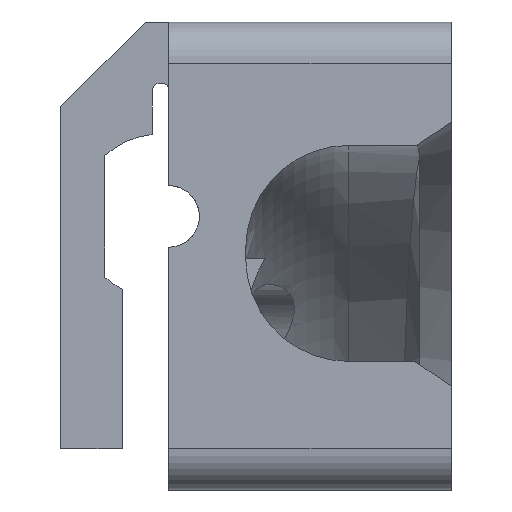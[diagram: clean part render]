
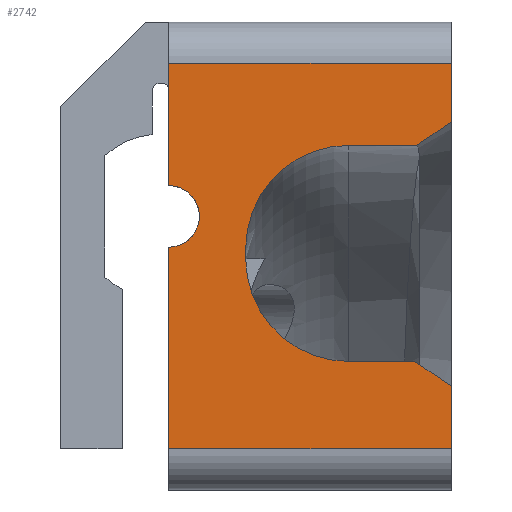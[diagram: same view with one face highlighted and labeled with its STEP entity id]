
A CAD part, left-side view. The second image highlights one B-rep face of the part: STEP entity #2742.
In plain terms, the highlighted planar face has unit normal (-1, 0, 0).
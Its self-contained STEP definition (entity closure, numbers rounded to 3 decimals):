
#268=CARTESIAN_POINT('',(-388.,592.5,1274.5));
#269=VERTEX_POINT('',#268);
#277=CARTESIAN_POINT('',(-388.,592.5,1294.101));
#278=VERTEX_POINT('',#277);
#279=CARTESIAN_POINT('',(-388.,592.5,1294.101));
#280=DIRECTION('',(-0.,-0.,-1.));
#281=VECTOR('',#280,19.601);
#282=LINE('',#279,#281);
#283=EDGE_CURVE('',#278,#269,#282,.T.);
#430=CARTESIAN_POINT('',(-388.,592.5,1312.));
#431=VERTEX_POINT('',#430);
#432=CARTESIAN_POINT('',(-388.,592.5,1300.101));
#433=VERTEX_POINT('',#432);
#434=CARTESIAN_POINT('',(-388.,592.5,1312.));
#435=DIRECTION('',(-0.,-0.,-1.));
#436=VECTOR('',#435,11.899);
#437=LINE('',#434,#436);
#438=EDGE_CURVE('',#431,#433,#437,.T.);
#705=CARTESIAN_POINT('',(-388.,565.,1280.585));
#706=VERTEX_POINT('',#705);
#713=CARTESIAN_POINT('',(-388.,565.,1274.5));
#714=VERTEX_POINT('',#713);
#715=CARTESIAN_POINT('',(-388.,565.,1274.5));
#716=DIRECTION('',(0.,0.,1.));
#717=VECTOR('',#716,6.085);
#718=LINE('',#715,#717);
#719=EDGE_CURVE('',#714,#706,#718,.T.);
#1122=CARTESIAN_POINT('',(-388.,568.567,1283.));
#1123=VERTEX_POINT('',#1122);
#1130=CARTESIAN_POINT('',(-388.,565.,1280.585));
#1131=DIRECTION('',(0.,0.828,0.561));
#1132=VECTOR('',#1131,4.308);
#1133=LINE('',#1130,#1132);
#1134=EDGE_CURVE('',#706,#1123,#1133,.T.);
#1155=CARTESIAN_POINT('',(-388.,585.,1293.));
#1156=VERTEX_POINT('',#1155);
#1163=CARTESIAN_POINT('',(-388.,575.,1283.));
#1164=VERTEX_POINT('',#1163);
#1165=CARTESIAN_POINT('',(-388.,575.,1293.));
#1166=DIRECTION('',(1.,0.,0.));
#1167=DIRECTION('',(0.,0.,-1.));
#1168=AXIS2_PLACEMENT_3D('',#1165,#1166,#1167);
#1169=CIRCLE('',#1168,10.);
#1170=EDGE_CURVE('',#1164,#1156,#1169,.T.);
#1193=CARTESIAN_POINT('',(-388.,568.567,1283.));
#1194=DIRECTION('',(-0.,1.,-0.));
#1195=VECTOR('',#1194,6.433);
#1196=LINE('',#1193,#1195);
#1197=EDGE_CURVE('',#1123,#1164,#1196,.T.);
#1362=CARTESIAN_POINT('',(-388.,565.,1312.));
#1363=VERTEX_POINT('',#1362);
#1371=CARTESIAN_POINT('',(-388.,565.,1306.294));
#1372=VERTEX_POINT('',#1371);
#1373=CARTESIAN_POINT('',(-388.,565.,1306.294));
#1374=DIRECTION('',(0.,0.,1.));
#1375=VECTOR('',#1374,5.706);
#1376=LINE('',#1373,#1375);
#1377=EDGE_CURVE('',#1372,#1363,#1376,.T.);
#1690=CARTESIAN_POINT('',(-388.,592.5,1274.5));
#1691=DIRECTION('',(0.,-1.,0.));
#1692=VECTOR('',#1691,27.5);
#1693=LINE('',#1690,#1692);
#1694=EDGE_CURVE('',#269,#714,#1693,.T.);
#1706=CARTESIAN_POINT('',(-388.,565.,1312.));
#1707=DIRECTION('',(-0.,1.,-0.));
#1708=VECTOR('',#1707,27.5);
#1709=LINE('',#1706,#1708);
#1710=EDGE_CURVE('',#1363,#431,#1709,.T.);
#1901=CARTESIAN_POINT('',(-388.,592.5,1297.101));
#1902=DIRECTION('',(1.,0.,0.));
#1903=DIRECTION('',(0.,0.,-1.));
#1904=AXIS2_PLACEMENT_3D('',#1901,#1902,#1903);
#1905=CIRCLE('',#1904,3.);
#1906=EDGE_CURVE('',#433,#278,#1905,.T.);
#2382=CARTESIAN_POINT('',(-388.,568.389,1304.));
#2383=VERTEX_POINT('',#2382);
#2384=CARTESIAN_POINT('',(-388.,568.389,1304.));
#2385=DIRECTION('',(0.,-0.828,0.561));
#2386=VECTOR('',#2385,4.093);
#2387=LINE('',#2384,#2386);
#2388=EDGE_CURVE('',#2383,#1372,#2387,.T.);
#2405=CARTESIAN_POINT('',(-388.,575.,1304.));
#2406=VERTEX_POINT('',#2405);
#2413=CARTESIAN_POINT('',(-388.,585.,1294.));
#2414=VERTEX_POINT('',#2413);
#2415=CARTESIAN_POINT('',(-388.,575.,1294.));
#2416=DIRECTION('',(1.,0.,0.));
#2417=DIRECTION('',(0.,0.,-1.));
#2418=AXIS2_PLACEMENT_3D('',#2415,#2416,#2417);
#2419=CIRCLE('',#2418,10.);
#2420=EDGE_CURVE('',#2414,#2406,#2419,.T.);
#2439=CARTESIAN_POINT('',(-388.,575.,1304.));
#2440=DIRECTION('',(0.,-1.,0.));
#2441=VECTOR('',#2440,6.611);
#2442=LINE('',#2439,#2441);
#2443=EDGE_CURVE('',#2406,#2383,#2442,.T.);
#2526=CARTESIAN_POINT('',(-388.,585.,1293.));
#2527=DIRECTION('',(0.,0.,1.));
#2528=VECTOR('',#2527,1.);
#2529=LINE('',#2526,#2528);
#2530=EDGE_CURVE('',#1156,#2414,#2529,.T.);
#2721=CARTESIAN_POINT('',(-388.,585.,1074.));
#2722=DIRECTION('',(1.,0.,0.));
#2723=DIRECTION('',(0.,0.,1.));
#2724=AXIS2_PLACEMENT_3D('',#2721,#2722,#2723);
#2725=PLANE('',#2724);
#2726=ORIENTED_EDGE('',*,*,#2388,.T.);
#2727=ORIENTED_EDGE('',*,*,#1377,.T.);
#2728=ORIENTED_EDGE('',*,*,#1710,.T.);
#2729=ORIENTED_EDGE('',*,*,#438,.T.);
#2730=ORIENTED_EDGE('',*,*,#1906,.T.);
#2731=ORIENTED_EDGE('',*,*,#283,.T.);
#2732=ORIENTED_EDGE('',*,*,#1694,.T.);
#2733=ORIENTED_EDGE('',*,*,#719,.T.);
#2734=ORIENTED_EDGE('',*,*,#1134,.T.);
#2735=ORIENTED_EDGE('',*,*,#1197,.T.);
#2736=ORIENTED_EDGE('',*,*,#1170,.T.);
#2737=ORIENTED_EDGE('',*,*,#2530,.T.);
#2738=ORIENTED_EDGE('',*,*,#2420,.T.);
#2739=ORIENTED_EDGE('',*,*,#2443,.T.);
#2740=EDGE_LOOP('',(#2726,#2727,#2728,#2729,#2730,#2731,#2732,#2733,#2734,#2735,#2736,#2737,#2738,#2739));
#2741=FACE_BOUND('',#2740,.T.);
#2742=ADVANCED_FACE('',(#2741),#2725,.F.);
